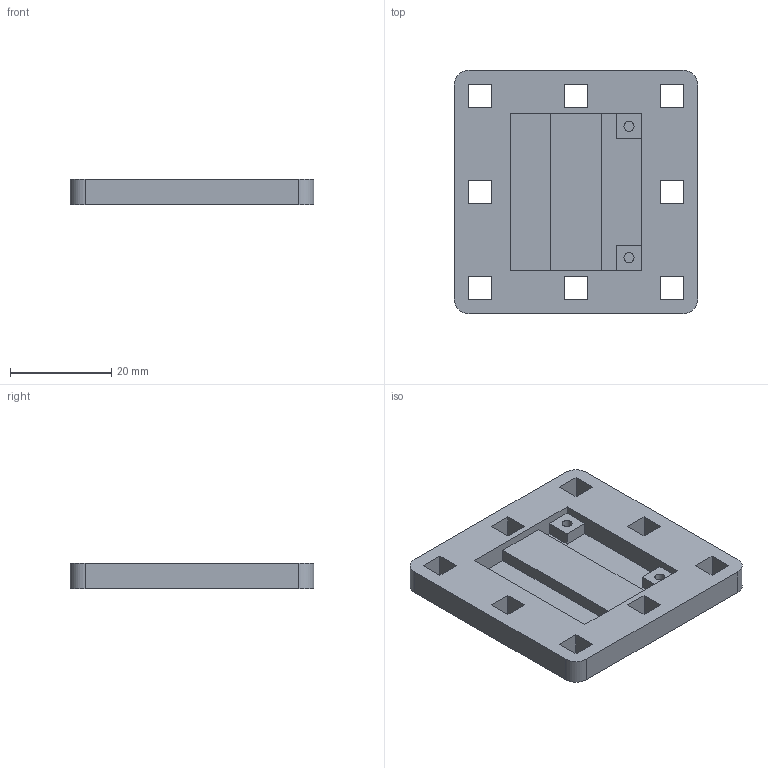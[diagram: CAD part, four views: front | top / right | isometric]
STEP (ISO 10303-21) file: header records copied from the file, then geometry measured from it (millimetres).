
FILE_DESCRIPTION(/* description */ (''),/* implementation_level */ '2;1');
FILE_NAME(/* name */ 'Motor Driver Mount .step',/* time_stamp */ '2018-09-09T17:16:39-04:00',/* author */ ('Xaveagle'),/* organization */ (''),/* preprocessor_version */ 'ST-DEVELOPER v17.2',/* originating_system */ 'Autodesk Translation Framework v7.6.0.251',/* authorisation */ '');
FILE_SCHEMA (('AUTOMOTIVE_DESIGN { 1 0 10303 214 3 1 1 }'));
Length unit declared in the file: millimetre
Products named in the file (1): Motor Driver Mount
Bounding box: 48.26 x 48.26 x 5 mm (x, y, z)
Volume: 8412 mm3; surface area: 6572.2 mm2
Topology: 1 solids, 1 shells, 61 faces, 168 edges, 112 vertices
Faces by surface type: plane 55, cylinder 6
Full cylindrical faces by diameter (mm): 2 x2
Entity records: 1979 total; most frequent: CARTESIAN_POINT 342, ORIENTED_EDGE 336, DIRECTION 304, EDGE_CURVE 168, LINE 156, VECTOR 156, VERTEX_POINT 112, EDGE_LOOP 80
